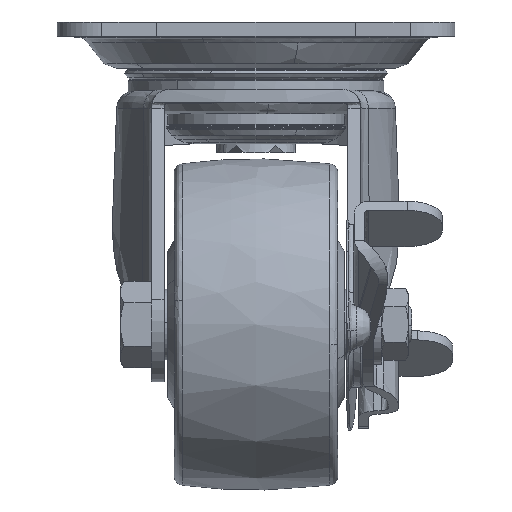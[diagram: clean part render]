
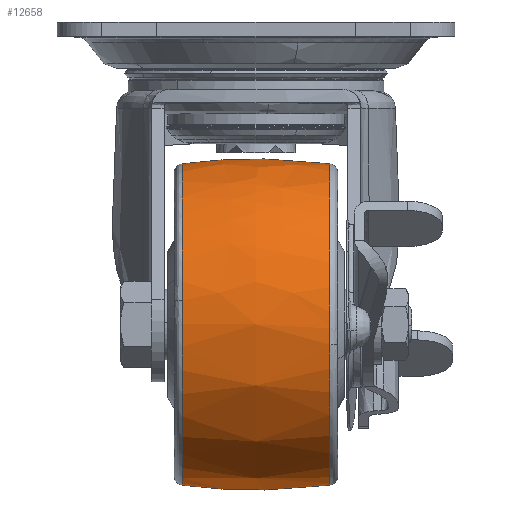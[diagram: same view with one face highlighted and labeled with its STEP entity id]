
A CAD part, left-side view. The second image highlights one B-rep face of the part: STEP entity #12658.
In plain terms, the highlighted free-form (B-spline) face has degree [2, 2] with [3, 5] control points.
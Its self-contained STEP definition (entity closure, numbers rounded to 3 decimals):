
#12387=CARTESIAN_POINT('',(-72.128,-16.758,-73.064));
#12388=VERTEX_POINT('',#12387);
#12402=CARTESIAN_POINT('',(-36.0,-16.758,-104.915));
#12403=VERTEX_POINT('',#12402);
#12404=CARTESIAN_POINT('',(-72.128,-16.758,-73.064));
#12405=CARTESIAN_POINT('',(-68.104,-16.758,-104.915));
#12406=CARTESIAN_POINT('',(-36.0,-16.758,-104.915));
#12414=(BOUNDED_CURVE()B_SPLINE_CURVE(2,(#12404,#12405,#12406),.UNSPECIFIED.,.F.,.U.)B_SPLINE_CURVE_WITH_KNOTS((3,3),(0.772,1.0),.UNSPECIFIED.)CURVE()GEOMETRIC_REPRESENTATION_ITEM()RATIONAL_B_SPLINE_CURVE((0.954,0.733,1.0))REPRESENTATION_ITEM(''));
#12415=EDGE_CURVE('',#12388,#12403,#12414,.T.);
#12477=CARTESIAN_POINT('',(-36.0,-16.758,-32.085));
#12478=VERTEX_POINT('',#12477);
#12492=CARTESIAN_POINT('',(-36.0,-16.758,-32.085));
#12493=CARTESIAN_POINT('',(-72.415,-16.758,-32.085));
#12494=CARTESIAN_POINT('',(-72.415,-16.758,-68.5));
#12495=CARTESIAN_POINT('',(-72.415,-16.758,-70.791));
#12496=CARTESIAN_POINT('',(-72.128,-16.758,-73.064));
#12504=(BOUNDED_CURVE()B_SPLINE_CURVE(2,(#12492,#12493,#12494,#12495,#12496),.UNSPECIFIED.,.F.,.U.)B_SPLINE_CURVE_WITH_KNOTS((3,2,3),(0.5,0.75,0.772),.UNSPECIFIED.)CURVE()GEOMETRIC_REPRESENTATION_ITEM()RATIONAL_B_SPLINE_CURVE((1.0,0.707,1.0,0.975,0.954))REPRESENTATION_ITEM(''));
#12505=EDGE_CURVE('',#12478,#12388,#12504,.T.);
#12534=CARTESIAN_POINT('',(-36.0,16.758,-104.915));
#12535=VERTEX_POINT('',#12534);
#12536=CARTESIAN_POINT('',(-36.0,-16.758,-104.915));
#12537=CARTESIAN_POINT('',(-36.0,0.,-107.094));
#12538=CARTESIAN_POINT('',(-36.0,16.758,-104.915));
#12546=(BOUNDED_CURVE()B_SPLINE_CURVE(2,(#12536,#12537,#12538),.UNSPECIFIED.,.F.,.U.)B_SPLINE_CURVE_WITH_KNOTS((3,3),(0.421,0.579),.UNSPECIFIED.)CURVE()GEOMETRIC_REPRESENTATION_ITEM()RATIONAL_B_SPLINE_CURVE((0.859,0.852,0.859))REPRESENTATION_ITEM(''));
#12547=EDGE_CURVE('',#12403,#12535,#12546,.T.);
#12564=CARTESIAN_POINT('',(-36.0,16.758,-32.085));
#12565=VERTEX_POINT('',#12564);
#12581=CARTESIAN_POINT('',(-36.,-16.758,-32.085));
#12582=CARTESIAN_POINT('',(-36.0,0.,-29.906));
#12583=CARTESIAN_POINT('',(-36.0,16.758,-32.085));
#12591=(BOUNDED_CURVE()B_SPLINE_CURVE(2,(#12581,#12582,#12583),.UNSPECIFIED.,.F.,.U.)B_SPLINE_CURVE_WITH_KNOTS((3,3),(0.421,0.579),.UNSPECIFIED.)CURVE()GEOMETRIC_REPRESENTATION_ITEM()RATIONAL_B_SPLINE_CURVE((0.859,0.852,0.859))REPRESENTATION_ITEM(''));
#12592=EDGE_CURVE('',#12478,#12565,#12591,.T.);
#12599=CARTESIAN_POINT('',(-36.0,-18.416,-32.311));
#12600=CARTESIAN_POINT('',(-36.,0.,-29.676));
#12601=CARTESIAN_POINT('',(-36.0,18.416,-32.311));
#12602=CARTESIAN_POINT('',(-72.189,-18.416,-32.311));
#12603=CARTESIAN_POINT('',(-74.824,0.,-29.676));
#12604=CARTESIAN_POINT('',(-72.189,18.416,-32.311));
#12605=CARTESIAN_POINT('',(-72.189,-18.416,-68.5));
#12606=CARTESIAN_POINT('',(-74.824,0.,-68.5));
#12607=CARTESIAN_POINT('',(-72.189,18.416,-68.5));
#12608=CARTESIAN_POINT('',(-72.189,-18.416,-104.689));
#12609=CARTESIAN_POINT('',(-74.824,0.,-107.324));
#12610=CARTESIAN_POINT('',(-72.189,18.416,-104.689));
#12611=CARTESIAN_POINT('',(-36.0,-18.416,-104.689));
#12612=CARTESIAN_POINT('',(-36.,0.,-107.324));
#12613=CARTESIAN_POINT('',(-36.0,18.416,-104.689));
#12621=(BOUNDED_SURFACE()B_SPLINE_SURFACE(2,2,((#12599,#12602,#12605,#12608,#12611),(#12600,#12603,#12606,#12609,#12612),(#12601,#12604,#12607,#12610,#12613)),.UNSPECIFIED.,.F.,.F.,.U.)B_SPLINE_SURFACE_WITH_KNOTS((3,3),(3,2,3),(0.0,37.018),(0.0,62.132,124.264),.UNSPECIFIED.)GEOMETRIC_REPRESENTATION_ITEM()RATIONAL_B_SPLINE_SURFACE(((0.86,0.608,0.86,0.608,0.86),(0.851,0.602,0.851,0.602,0.851),(0.86,0.608,0.86,0.608,0.86)))REPRESENTATION_ITEM('')SURFACE());
#12622=ORIENTED_EDGE('',*,*,#12547,.F.);
#12623=ORIENTED_EDGE('',*,*,#12415,.F.);
#12624=ORIENTED_EDGE('',*,*,#12505,.F.);
#12625=ORIENTED_EDGE('',*,*,#12592,.T.);
#12626=CARTESIAN_POINT('',(-72.002,16.758,-63.03));
#12627=VERTEX_POINT('',#12626);
#12628=CARTESIAN_POINT('',(-36.0,16.758,-32.085));
#12629=CARTESIAN_POINT('',(-67.3,16.758,-32.085));
#12630=CARTESIAN_POINT('',(-72.002,16.758,-63.03));
#12638=(BOUNDED_CURVE()B_SPLINE_CURVE(2,(#12628,#12629,#12630),.UNSPECIFIED.,.F.,.U.)B_SPLINE_CURVE_WITH_KNOTS((3,3),(0.5,0.724),.UNSPECIFIED.)CURVE()GEOMETRIC_REPRESENTATION_ITEM()RATIONAL_B_SPLINE_CURVE((1.0,0.737,0.946))REPRESENTATION_ITEM(''));
#12639=EDGE_CURVE('',#12565,#12627,#12638,.T.);
#12640=ORIENTED_EDGE('',*,*,#12639,.T.);
#12641=CARTESIAN_POINT('',(-72.002,16.758,-63.03));
#12642=CARTESIAN_POINT('',(-72.415,16.758,-65.749));
#12643=CARTESIAN_POINT('',(-72.415,16.758,-68.5));
#12644=CARTESIAN_POINT('',(-72.415,16.758,-104.915));
#12645=CARTESIAN_POINT('',(-36.0,16.758,-104.915));
#12653=(BOUNDED_CURVE()B_SPLINE_CURVE(2,(#12641,#12642,#12643,#12644,#12645),.UNSPECIFIED.,.F.,.U.)B_SPLINE_CURVE_WITH_KNOTS((3,2,3),(0.724,0.75,1.0),.UNSPECIFIED.)CURVE()GEOMETRIC_REPRESENTATION_ITEM()RATIONAL_B_SPLINE_CURVE((0.946,0.97,1.0,0.707,1.0))REPRESENTATION_ITEM(''));
#12654=EDGE_CURVE('',#12627,#12535,#12653,.T.);
#12655=ORIENTED_EDGE('',*,*,#12654,.T.);
#12656=EDGE_LOOP('',(#12622,#12623,#12624,#12625,#12640,#12655));
#12657=FACE_OUTER_BOUND('',#12656,.T.);
#12658=ADVANCED_FACE('',(#12657),#12621,.T.);
